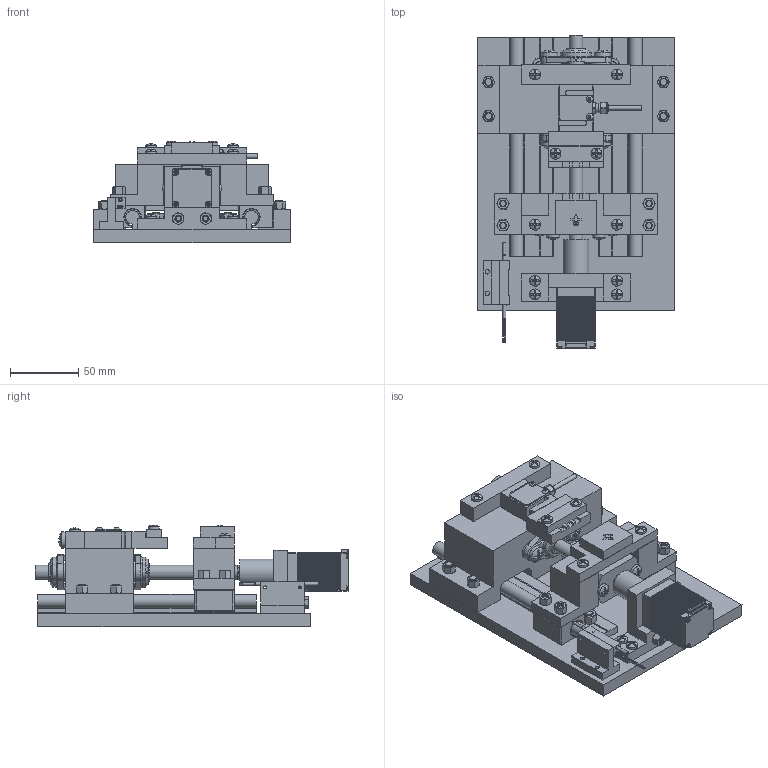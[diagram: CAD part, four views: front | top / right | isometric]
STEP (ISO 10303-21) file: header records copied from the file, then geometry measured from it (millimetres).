
FILE_DESCRIPTION(/* description */ ('STEP AP242','CAx-IF Rec.Pracs.---Representation and Presentation of Product Manufacturing Information (PMI)---4.0---2014-10-13','CAx-IF Rec.Pracs.---3D Tessellated Geometry---0.4---2014-09-14','2;1'),/* implementation_level */ '2;1');
FILE_NAME(/* name */ '660147414e9b042c3ce539b7',/* time_stamp */ '2024-03-25T09:43:32Z',/* author */ (''),/* organization */ (''),/* preprocessor_version */ 'ST-DEVELOPER v19.4',/* originating_system */ ' ',/* authorisation */ ' ');
FILE_SCHEMA (('AP242_MANAGED_MODEL_BASED_3D_ENGINEERING_MIM_LF { 1 0 10303 442 1 1 4 }'));
Products named in the file (43): Full Body; PH Pan head screw M2.5x0.45 x 16; Nema-11; Stationary Fixture; PH Pan head screw M6x1.00 x 16; PH Pan head screw M4x0.70 x 12; Hex nut grade C M5x0.8; PH Pan head screw M5x0.80 x 25; Hex nut grade C M6x1; PH Pan head screw M6x1.00 x 25; Moving Platform; 2024_03_06_22_52_28_0845; 2024_03_06_22_53_32_0224; PH Pan head screw M6x1.00 x 20; Displacement Mount; Base Plate; PH Pan head screw M5x0.80 x 20; PH Pan head screw M4x0.70 x 20; Coupler; 2024_03_12_11_44_52_0299; nema horizontal; Stationary platform; Nema Vertical; Load cell Mounting; Stationary Platfrom Fix; 3048L; Moving fixture; Moving Platform Fix; Lead screw nut; Load cell new; lead screw
Assembly tree (109 placements, depth 2):
  Full Body
    PH Pan head screw M2.5x0.45 x 16  x8
    Nema-11
    Stationary Fixture
    Nema-11
    Nema-11
    Nema-11
    Nema-11
    Nema-11
    PH Pan head screw M6x1.00 x 16  x9
    PH Pan head screw M4x0.70 x 12  x10
    Hex nut grade C M5x0.8  x10
    PH Pan head screw M5x0.80 x 25  x8
    Hex nut grade C M6x1  x4
    PH Pan head screw M6x1.00 x 25  x8
    Moving Platform
    2024_03_06_22_52_28_0845  x2
    2024_03_06_22_53_32_0224  x2
    PH Pan head screw M6x1.00 x 20  x6
    Displacement Mount
    Base Plate
    Nema-11
    PH Pan head screw M5x0.80 x 20  x2
    PH Pan head screw M4x0.70 x 20  x8
    Coupler
    2024_03_12_11_44_52_0299  x2
    2024_03_12_11_44_52_0299  x2
    nema horizontal
    Nema-11
    Stationary platform
    Nema Vertical
    Load cell Mounting
    Stationary Platfrom Fix
    3048L
    Moving fixture
    Nema-11
    Nema-11
    Moving Platform Fix
    Lead screw nut
    Nema-11
    Load cell new
    lead screw
    Nema-11
Bounding box: 144 x 230 x 74.64 mm (x, y, z)
Volume: 845635.1 mm3; surface area: 272017.9 mm2
Topology: 109 solids, 120 shells, 4531 faces, 11782 edges, 7601 vertices
Faces by surface type: plane 2830, cylinder 994, cone 377, torus 231, sphere 95, bspline 4
Full cylindrical faces by diameter (mm): 0.2 x2, 0.305 x3, 0.5 x2, 0.508 x4, 0.55 x2, 0.61 x3, 1.28 x4, 1.587 x1, 1.6 x4, 1.981 x2, 2.075 x2, 2.184 x1, 2.2 x2, 2.337 x2, 2.39 x2, 2.489 x2, 2.49 x4, 2.5 x22, 2.6 x4, 2.8 x2, 2.9 x4, 3.2 x8, 3.3 x18, 3.4 x2, 3.6 x1, 3.7 x1, 4 x18, 4.134 x10, 4.2 x2, 4.3 x2
Entity records: 74832 total; most frequent: CARTESIAN_POINT 16512, DIRECTION 12058, ORIENTED_EDGE 10826, EDGE_CURVE 5413, AXIS2_PLACEMENT_3D 4469, VERTEX_POINT 3647, LINE 3120, VECTOR 3120
